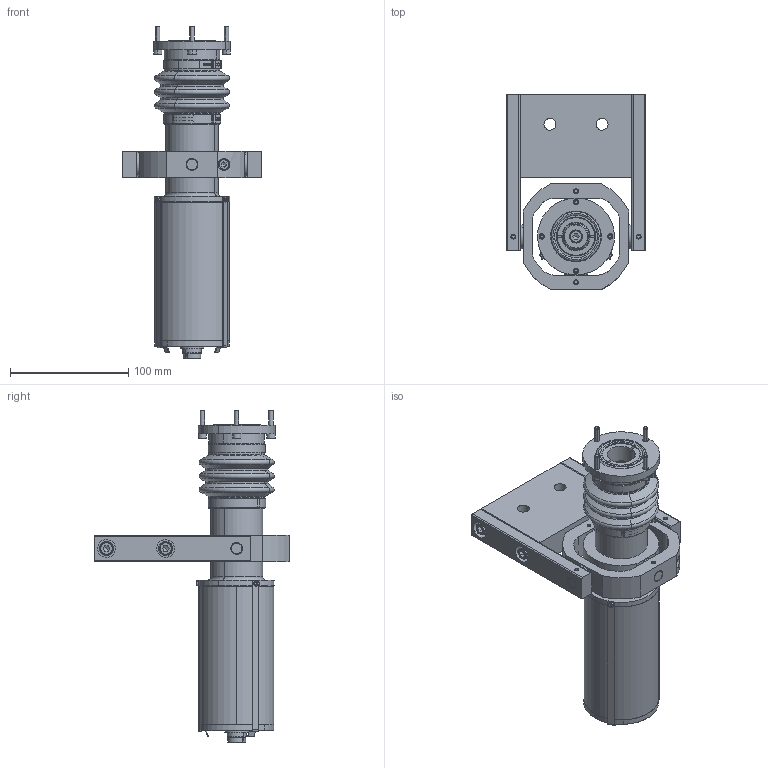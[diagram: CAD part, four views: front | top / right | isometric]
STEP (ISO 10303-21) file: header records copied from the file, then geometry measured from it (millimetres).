
FILE_DESCRIPTION(('CATIA V5 STEP Exchange'),'2;1');
FILE_NAME('AMC_C_series_with_pivot_doublevariant.stp','2012-10-16T10:21:23+00:00',('none'),('none'),'CATIA Version 5 Release 19 SP 8 (IN-10)','CATIA V5 STEP AP203','none');
FILE_SCHEMA(('CONFIG_CONTROL_DESIGN'));
Length unit declared in the file: millimetre
Products named in the file (3): AMC_C_series_with_pivot_doublevariant; AMC_C_series_complete; Kompassaufhaengung_mit_kleinem_Gleitlager
Assembly tree (56 placements, depth 3):
  AMC_C_series_with_pivot_doublevariant
    AMC_C_series_complete
      #66
      #2276
      #3222
      #4655
      #5158  x3
      #5824  x3
      #6521  x2
      #9721
      #10955
      #13292  x4
      #14215
      #14384
      #14553
      #15165
      #16169
      #16277
    Kompassaufhaengung_mit_kleinem_Gleitlager
      #16900
      #17802  x4
      #18201
      #19911  x2
      #20896
      #21825  x4
      #22270  x8
      #22813
      #15165  x4
      #23751  x4
Bounding box: 118 x 164.5 x 280.5 mm (x, y, z)
Volume: 556761.1 mm3; surface area: 241667.6 mm2
Topology: 55 solids, 55 shells, 1490 faces, 3543 edges, 2244 vertices
Faces by surface type: cylinder 564, plane 537, cone 241, torus 130, sphere 18
Entity records: 23903 total; most frequent: CARTESIAN_POINT 5188, ORIENTED_EDGE 3866, DIRECTION 3207, EDGE_CURVE 1933, AXIS2_PLACEMENT_3D 1667, VERTEX_POINT 1233, EDGE_LOOP 990, CIRCLE 967
